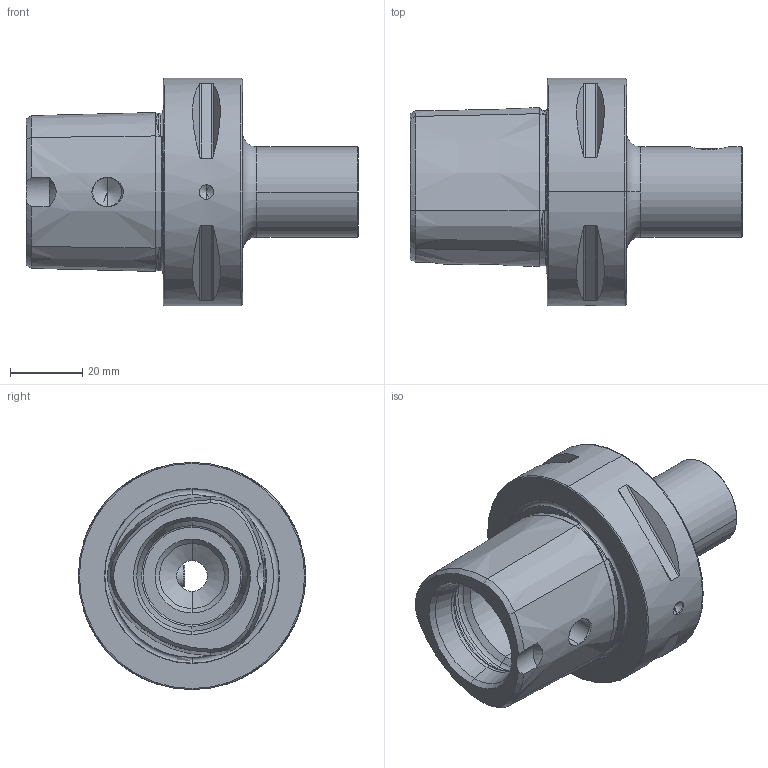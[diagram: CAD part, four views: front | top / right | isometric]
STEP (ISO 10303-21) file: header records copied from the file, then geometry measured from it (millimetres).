
FILE_DESCRIPTION (( 'STEP AP214' ), '1' );
FILE_NAME ('A51.806.025.054.STEP', '2024-12-13T09:07:38', ( '' ), ( '' ), 'SwSTEP 2.0', 'SolidWorks 2022', '' );
FILE_SCHEMA (( 'AUTOMOTIVE_DESIGN' ));
Length unit declared in the file: millimetre
Products named in the file (3): PS6-WH2.K01.054_B; A51.806.025.054; WH2-ER1.001.010
Assembly tree (2 placements, depth 2):
  A51.806.025.054
    PS6-WH2.K01.054_B
    WH2-ER1.001.010
Bounding box: 92 x 63 x 63 mm (x, y, z)
Volume: 107915.9 mm3; surface area: 23894 mm2
Topology: 2 solids, 2 shells, 158 faces, 369 edges, 218 vertices
Faces by surface type: cone 51, torus 40, cylinder 37, plane 30
Entity records: 5244 total; most frequent: CARTESIAN_POINT 1510, DIRECTION 786, ORIENTED_EDGE 730, EDGE_CURVE 365, AXIS2_PLACEMENT_3D 334, VERTEX_POINT 218, EDGE_LOOP 171, CIRCLE 171
